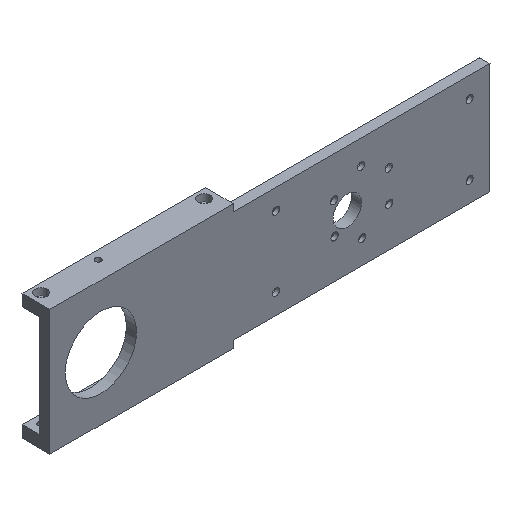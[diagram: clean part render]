
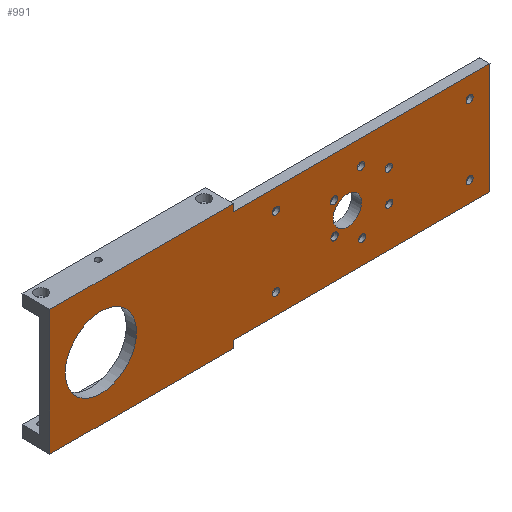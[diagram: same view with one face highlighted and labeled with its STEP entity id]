
A CAD part, isometric view. The second image highlights one B-rep face of the part: STEP entity #991.
In plain terms, the highlighted planar face has unit normal (0, -1, 0).
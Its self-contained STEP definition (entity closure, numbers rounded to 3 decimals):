
#19=FACE_BOUND('',#170,.T.);
#20=FACE_BOUND('',#171,.T.);
#21=FACE_BOUND('',#172,.T.);
#22=FACE_BOUND('',#173,.T.);
#23=FACE_BOUND('',#174,.T.);
#24=FACE_BOUND('',#175,.T.);
#25=FACE_BOUND('',#176,.T.);
#26=FACE_BOUND('',#177,.T.);
#27=FACE_BOUND('',#178,.T.);
#28=FACE_BOUND('',#179,.T.);
#29=FACE_BOUND('',#180,.T.);
#30=FACE_BOUND('',#181,.T.);
#69=PLANE('',#1081);
#105=FACE_OUTER_BOUND('',#169,.T.);
#169=EDGE_LOOP('',(#723,#724,#725,#726,#727,#728,#729,#730));
#170=EDGE_LOOP('',(#731));
#171=EDGE_LOOP('',(#732));
#172=EDGE_LOOP('',(#733));
#173=EDGE_LOOP('',(#734));
#174=EDGE_LOOP('',(#735));
#175=EDGE_LOOP('',(#736));
#176=EDGE_LOOP('',(#737));
#177=EDGE_LOOP('',(#738));
#178=EDGE_LOOP('',(#739));
#179=EDGE_LOOP('',(#740));
#180=EDGE_LOOP('',(#741));
#181=EDGE_LOOP('',(#742));
#271=LINE('',#1551,#339);
#272=LINE('',#1553,#340);
#273=LINE('',#1555,#341);
#274=LINE('',#1557,#342);
#275=LINE('',#1559,#343);
#276=LINE('',#1561,#344);
#277=LINE('',#1563,#345);
#278=LINE('',#1564,#346);
#339=VECTOR('',#1245,10.);
#340=VECTOR('',#1246,10.);
#341=VECTOR('',#1247,10.);
#342=VECTOR('',#1248,10.);
#343=VECTOR('',#1249,10.);
#344=VECTOR('',#1250,10.);
#345=VECTOR('',#1251,10.);
#346=VECTOR('',#1252,10.);
#411=CIRCLE('',#1074,1.75);
#412=CIRCLE('',#1076,1.75);
#413=CIRCLE('',#1078,1.75);
#414=CIRCLE('',#1080,1.75);
#415=CIRCLE('',#1082,17.5);
#416=CIRCLE('',#1083,1.75);
#417=CIRCLE('',#1084,1.75);
#418=CIRCLE('',#1085,1.75);
#419=CIRCLE('',#1086,1.75);
#420=CIRCLE('',#1087,1.75);
#421=CIRCLE('',#1088,1.75);
#422=CIRCLE('',#1089,7.);
#475=VERTEX_POINT('',#1533);
#476=VERTEX_POINT('',#1537);
#477=VERTEX_POINT('',#1541);
#478=VERTEX_POINT('',#1545);
#479=VERTEX_POINT('',#1549);
#480=VERTEX_POINT('',#1550);
#481=VERTEX_POINT('',#1552);
#482=VERTEX_POINT('',#1554);
#483=VERTEX_POINT('',#1556);
#484=VERTEX_POINT('',#1558);
#485=VERTEX_POINT('',#1560);
#486=VERTEX_POINT('',#1562);
#487=VERTEX_POINT('',#1565);
#488=VERTEX_POINT('',#1567);
#489=VERTEX_POINT('',#1569);
#490=VERTEX_POINT('',#1571);
#491=VERTEX_POINT('',#1573);
#492=VERTEX_POINT('',#1575);
#493=VERTEX_POINT('',#1577);
#494=VERTEX_POINT('',#1579);
#568=EDGE_CURVE('',#475,#475,#411,.T.);
#570=EDGE_CURVE('',#476,#476,#412,.T.);
#572=EDGE_CURVE('',#477,#477,#413,.T.);
#574=EDGE_CURVE('',#478,#478,#414,.T.);
#575=EDGE_CURVE('',#479,#480,#271,.T.);
#576=EDGE_CURVE('',#480,#481,#272,.T.);
#577=EDGE_CURVE('',#482,#481,#273,.T.);
#578=EDGE_CURVE('',#482,#483,#274,.T.);
#579=EDGE_CURVE('',#484,#483,#275,.T.);
#580=EDGE_CURVE('',#485,#484,#276,.T.);
#581=EDGE_CURVE('',#486,#485,#277,.T.);
#582=EDGE_CURVE('',#479,#486,#278,.T.);
#583=EDGE_CURVE('',#487,#487,#415,.T.);
#584=EDGE_CURVE('',#488,#488,#416,.T.);
#585=EDGE_CURVE('',#489,#489,#417,.T.);
#586=EDGE_CURVE('',#490,#490,#418,.T.);
#587=EDGE_CURVE('',#491,#491,#419,.T.);
#588=EDGE_CURVE('',#492,#492,#420,.T.);
#589=EDGE_CURVE('',#493,#493,#421,.T.);
#590=EDGE_CURVE('',#494,#494,#422,.T.);
#723=ORIENTED_EDGE('',*,*,#575,.T.);
#724=ORIENTED_EDGE('',*,*,#576,.T.);
#725=ORIENTED_EDGE('',*,*,#577,.F.);
#726=ORIENTED_EDGE('',*,*,#578,.T.);
#727=ORIENTED_EDGE('',*,*,#579,.F.);
#728=ORIENTED_EDGE('',*,*,#580,.F.);
#729=ORIENTED_EDGE('',*,*,#581,.F.);
#730=ORIENTED_EDGE('',*,*,#582,.F.);
#731=ORIENTED_EDGE('',*,*,#568,.T.);
#732=ORIENTED_EDGE('',*,*,#570,.T.);
#733=ORIENTED_EDGE('',*,*,#572,.T.);
#734=ORIENTED_EDGE('',*,*,#574,.T.);
#735=ORIENTED_EDGE('',*,*,#583,.T.);
#736=ORIENTED_EDGE('',*,*,#584,.T.);
#737=ORIENTED_EDGE('',*,*,#585,.T.);
#738=ORIENTED_EDGE('',*,*,#586,.T.);
#739=ORIENTED_EDGE('',*,*,#587,.T.);
#740=ORIENTED_EDGE('',*,*,#588,.T.);
#741=ORIENTED_EDGE('',*,*,#589,.T.);
#742=ORIENTED_EDGE('',*,*,#590,.T.);
#991=ADVANCED_FACE('',(#105,#19,#20,#21,#22,#23,#24,#25,#26,#27,#28,#29,
#30),#69,.T.);
#1074=AXIS2_PLACEMENT_3D('',#1535,#1226,#1227);
#1076=AXIS2_PLACEMENT_3D('',#1539,#1231,#1232);
#1078=AXIS2_PLACEMENT_3D('',#1543,#1236,#1237);
#1080=AXIS2_PLACEMENT_3D('',#1547,#1241,#1242);
#1081=AXIS2_PLACEMENT_3D('',#1548,#1243,#1244);
#1082=AXIS2_PLACEMENT_3D('',#1566,#1253,#1254);
#1083=AXIS2_PLACEMENT_3D('',#1568,#1255,#1256);
#1084=AXIS2_PLACEMENT_3D('',#1570,#1257,#1258);
#1085=AXIS2_PLACEMENT_3D('',#1572,#1259,#1260);
#1086=AXIS2_PLACEMENT_3D('',#1574,#1261,#1262);
#1087=AXIS2_PLACEMENT_3D('',#1576,#1263,#1264);
#1088=AXIS2_PLACEMENT_3D('',#1578,#1265,#1266);
#1089=AXIS2_PLACEMENT_3D('',#1580,#1267,#1268);
#1226=DIRECTION('center_axis',(0.,1.,0.));
#1227=DIRECTION('ref_axis',(-1.,0.,0.));
#1231=DIRECTION('center_axis',(0.,1.,0.));
#1232=DIRECTION('ref_axis',(-1.,0.,0.));
#1236=DIRECTION('center_axis',(0.,1.,0.));
#1237=DIRECTION('ref_axis',(-1.,0.,0.));
#1241=DIRECTION('center_axis',(0.,1.,0.));
#1242=DIRECTION('ref_axis',(-1.,0.,0.));
#1243=DIRECTION('center_axis',(0.,-1.,0.));
#1244=DIRECTION('ref_axis',(1.,0.,0.));
#1245=DIRECTION('',(-1.,0.,0.));
#1246=DIRECTION('',(0.,0.,1.));
#1247=DIRECTION('',(1.,0.,0.));
#1248=DIRECTION('',(0.,0.,-1.));
#1249=DIRECTION('',(-1.,0.,0.));
#1250=DIRECTION('',(0.,0.,-1.));
#1251=DIRECTION('',(-1.,0.,0.));
#1252=DIRECTION('',(0.,0.,-1.));
#1253=DIRECTION('center_axis',(0.,1.,0.));
#1254=DIRECTION('ref_axis',(1.,0.,0.));
#1255=DIRECTION('center_axis',(0.,1.,0.));
#1256=DIRECTION('ref_axis',(1.,0.,0.));
#1257=DIRECTION('center_axis',(0.,1.,0.));
#1258=DIRECTION('ref_axis',(1.,0.,0.));
#1259=DIRECTION('center_axis',(0.,1.,0.));
#1260=DIRECTION('ref_axis',(1.,0.,0.));
#1261=DIRECTION('center_axis',(0.,1.,0.));
#1262=DIRECTION('ref_axis',(1.,0.,0.));
#1263=DIRECTION('center_axis',(0.,1.,0.));
#1264=DIRECTION('ref_axis',(1.,0.,0.));
#1265=DIRECTION('center_axis',(0.,1.,0.));
#1266=DIRECTION('ref_axis',(1.,0.,0.));
#1267=DIRECTION('center_axis',(0.,1.,0.));
#1268=DIRECTION('ref_axis',(1.,0.,0.));
#1533=CARTESIAN_POINT('',(76.45,-36.5,-28.784));
#1535=CARTESIAN_POINT('Origin',(74.7,-36.5,-28.784));
#1537=CARTESIAN_POINT('',(171.456,-36.5,-63.246));
#1539=CARTESIAN_POINT('Origin',(169.706,-36.5,-63.247));
#1541=CARTESIAN_POINT('',(171.45,-36.5,-28.766));
#1543=CARTESIAN_POINT('Origin',(169.7,-36.5,-28.767));
#1545=CARTESIAN_POINT('',(76.456,-36.5,-63.263));
#1547=CARTESIAN_POINT('Origin',(74.706,-36.5,-63.264));
#1548=CARTESIAN_POINT('Origin',(21.698,-36.5,-42.265));
#1549=CARTESIAN_POINT('',(179.698,-36.5,-18.765));
#1550=CARTESIAN_POINT('',(53.698,-36.5,-18.765));
#1551=CARTESIAN_POINT('',(50.698,-36.5,-18.765));
#1552=CARTESIAN_POINT('',(53.698,-36.5,-15.265));
#1553=CARTESIAN_POINT('',(53.698,-36.5,-18.765));
#1554=CARTESIAN_POINT('',(-36.302,-36.5,-15.265));
#1555=CARTESIAN_POINT('',(-36.302,-36.5,-15.265));
#1556=CARTESIAN_POINT('',(-36.302,-36.5,-76.765));
#1557=CARTESIAN_POINT('',(-36.302,-36.5,-17.265));
#1558=CARTESIAN_POINT('',(53.698,-36.5,-76.765));
#1559=CARTESIAN_POINT('',(179.698,-36.5,-76.765));
#1560=CARTESIAN_POINT('',(53.698,-36.5,-73.265));
#1561=CARTESIAN_POINT('',(53.698,-36.5,-73.265));
#1562=CARTESIAN_POINT('',(179.698,-36.5,-73.265));
#1563=CARTESIAN_POINT('',(-36.302,-36.5,-73.265));
#1564=CARTESIAN_POINT('',(179.698,-36.5,-67.265));
#1565=CARTESIAN_POINT('',(-28.787,-36.5,-46.015));
#1566=CARTESIAN_POINT('Origin',(-11.287,-36.5,-46.015));
#1567=CARTESIAN_POINT('',(115.199,-36.5,-61.591));
#1568=CARTESIAN_POINT('Origin',(116.949,-36.5,-61.591));
#1569=CARTESIAN_POINT('',(128.215,-36.5,-38.11));
#1570=CARTESIAN_POINT('Origin',(129.965,-36.5,-38.11));
#1571=CARTESIAN_POINT('',(114.658,-36.5,-30.595));
#1572=CARTESIAN_POINT('Origin',(116.408,-36.5,-30.595));
#1573=CARTESIAN_POINT('',(101.643,-36.5,-54.076));
#1574=CARTESIAN_POINT('Origin',(103.393,-36.5,-54.076));
#1575=CARTESIAN_POINT('',(128.485,-36.5,-53.608));
#1576=CARTESIAN_POINT('Origin',(130.235,-36.5,-53.608));
#1577=CARTESIAN_POINT('',(101.372,-36.5,-38.579));
#1578=CARTESIAN_POINT('Origin',(103.122,-36.5,-38.579));
#1579=CARTESIAN_POINT('',(102.698,-36.5,-46.215));
#1580=CARTESIAN_POINT('Origin',(109.698,-36.5,-46.215));
